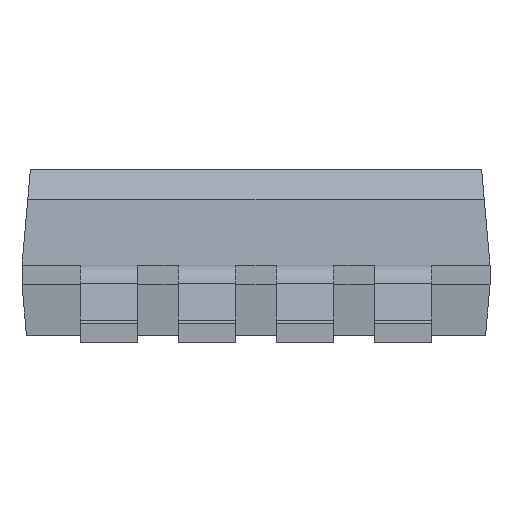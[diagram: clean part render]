
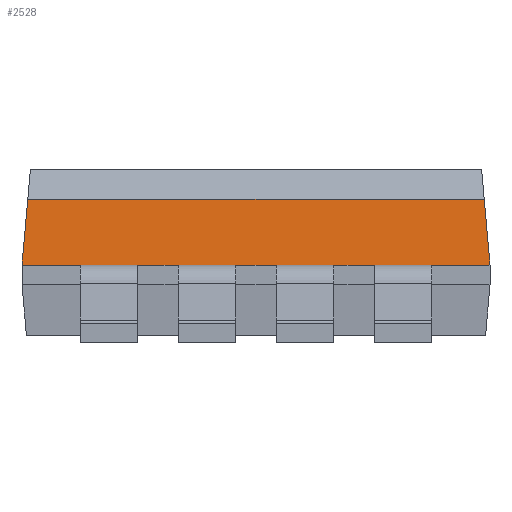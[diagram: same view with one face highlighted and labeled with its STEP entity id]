
A CAD part, left-side view. The second image highlights one B-rep face of the part: STEP entity #2528.
In plain terms, the highlighted planar face has unit normal (-0.996, 0, 0.087).
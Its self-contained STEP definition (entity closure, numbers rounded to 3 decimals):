
#2064 = VERTEX_POINT('',#2065);
#2065 = CARTESIAN_POINT('',(-1.55,-0.785,
    0.515));
#2071 = EDGE_CURVE('',#2072,#2064,#2074,.T.);
#2072 = VERTEX_POINT('',#2073);
#2073 = CARTESIAN_POINT('',(-1.55,-0.515,
    0.515));
#2074 = LINE('',#2075,#2076);
#2075 = CARTESIAN_POINT('',(-1.55,-1.55,
    0.515));
#2076 = VECTOR('',#2077,1.);
#2077 = DIRECTION('',(0.,-1.,0.));
#2144 = VERTEX_POINT('',#2145);
#2145 = CARTESIAN_POINT('',(-1.55,1.165,
    0.515));
#2151 = EDGE_CURVE('',#2152,#2144,#2154,.T.);
#2152 = VERTEX_POINT('',#2153);
#2153 = CARTESIAN_POINT('',(-1.55,1.55,
    0.515));
#2154 = LINE('',#2155,#2156);
#2155 = CARTESIAN_POINT('',(-1.55,-1.55,
    0.515));
#2156 = VECTOR('',#2157,1.);
#2157 = DIRECTION('',(0.,-1.,0.));
#2216 = VERTEX_POINT('',#2217);
#2217 = CARTESIAN_POINT('',(-1.55,0.785,
    0.515));
#2232 = VERTEX_POINT('',#2233);
#2233 = CARTESIAN_POINT('',(-1.55,0.515,
    0.515));
#2239 = EDGE_CURVE('',#2216,#2232,#2240,.T.);
#2240 = LINE('',#2241,#2242);
#2241 = CARTESIAN_POINT('',(-1.55,-1.55,
    0.515));
#2242 = VECTOR('',#2243,1.);
#2243 = DIRECTION('',(0.,-1.,0.));
#2296 = VERTEX_POINT('',#2297);
#2297 = CARTESIAN_POINT('',(-1.55,0.135,
    0.515));
#2312 = VERTEX_POINT('',#2313);
#2313 = CARTESIAN_POINT('',(-1.55,-0.135,
    0.515));
#2319 = EDGE_CURVE('',#2296,#2312,#2320,.T.);
#2320 = LINE('',#2321,#2322);
#2321 = CARTESIAN_POINT('',(-1.55,-1.55,
    0.515));
#2322 = VECTOR('',#2323,1.);
#2323 = DIRECTION('',(0.,-1.,0.));
#2397 = VERTEX_POINT('',#2398);
#2398 = CARTESIAN_POINT('',(-1.55,-1.55,
    0.515));
#2429 = VERTEX_POINT('',#2430);
#2430 = CARTESIAN_POINT('',(-1.55,-1.165,
    0.515));
#2443 = EDGE_CURVE('',#2429,#2397,#2444,.T.);
#2444 = LINE('',#2445,#2446);
#2445 = CARTESIAN_POINT('',(-1.55,-1.55,
    0.515));
#2446 = VECTOR('',#2447,1.);
#2447 = DIRECTION('',(0.,-1.,0.));
#2507 = EDGE_CURVE('',#2508,#2152,#2510,.T.);
#2508 = VERTEX_POINT('',#2509);
#2509 = CARTESIAN_POINT('',(-1.512,1.512,
    0.951));
#2510 = LINE('',#2511,#2512);
#2511 = CARTESIAN_POINT('',(-1.55,1.55,
    0.515));
#2512 = VECTOR('',#2513,1.);
#2513 = DIRECTION('',(-0.087,0.087,
    -0.992));
#2528 = ADVANCED_FACE('',(#2529),#2575,.T.);
#2529 = FACE_BOUND('',#2530,.T.);
#2530 = EDGE_LOOP('',(#2531,#2539,#2545,#2546,#2547,#2553,#2554,#2560,
    #2561,#2567,#2568,#2574));
#2531 = ORIENTED_EDGE('',*,*,#2532,.F.);
#2532 = EDGE_CURVE('',#2533,#2397,#2535,.T.);
#2533 = VERTEX_POINT('',#2534);
#2534 = CARTESIAN_POINT('',(-1.512,-1.512,
    0.951));
#2535 = LINE('',#2536,#2537);
#2536 = CARTESIAN_POINT('',(-1.55,-1.55,
    0.515));
#2537 = VECTOR('',#2538,1.);
#2538 = DIRECTION('',(-0.087,-0.087,
    -0.992));
#2539 = ORIENTED_EDGE('',*,*,#2540,.T.);
#2540 = EDGE_CURVE('',#2533,#2508,#2541,.T.);
#2541 = LINE('',#2542,#2543);
#2542 = CARTESIAN_POINT('',(-1.512,1.494,
    0.951));
#2543 = VECTOR('',#2544,1.);
#2544 = DIRECTION('',(0.,1.,0.));
#2545 = ORIENTED_EDGE('',*,*,#2507,.T.);
#2546 = ORIENTED_EDGE('',*,*,#2151,.T.);
#2547 = ORIENTED_EDGE('',*,*,#2548,.T.);
#2548 = EDGE_CURVE('',#2144,#2216,#2549,.T.);
#2549 = LINE('',#2550,#2551);
#2550 = CARTESIAN_POINT('',(-1.55,-1.55,
    0.515));
#2551 = VECTOR('',#2552,1.);
#2552 = DIRECTION('',(0.,-1.,0.));
#2553 = ORIENTED_EDGE('',*,*,#2239,.T.);
#2554 = ORIENTED_EDGE('',*,*,#2555,.T.);
#2555 = EDGE_CURVE('',#2232,#2296,#2556,.T.);
#2556 = LINE('',#2557,#2558);
#2557 = CARTESIAN_POINT('',(-1.55,-1.55,
    0.515));
#2558 = VECTOR('',#2559,1.);
#2559 = DIRECTION('',(0.,-1.,0.));
#2560 = ORIENTED_EDGE('',*,*,#2319,.T.);
#2561 = ORIENTED_EDGE('',*,*,#2562,.T.);
#2562 = EDGE_CURVE('',#2312,#2072,#2563,.T.);
#2563 = LINE('',#2564,#2565);
#2564 = CARTESIAN_POINT('',(-1.55,-1.55,
    0.515));
#2565 = VECTOR('',#2566,1.);
#2566 = DIRECTION('',(0.,-1.,0.));
#2567 = ORIENTED_EDGE('',*,*,#2071,.T.);
#2568 = ORIENTED_EDGE('',*,*,#2569,.T.);
#2569 = EDGE_CURVE('',#2064,#2429,#2570,.T.);
#2570 = LINE('',#2571,#2572);
#2571 = CARTESIAN_POINT('',(-1.55,-1.55,
    0.515));
#2572 = VECTOR('',#2573,1.);
#2573 = DIRECTION('',(0.,-1.,0.));
#2574 = ORIENTED_EDGE('',*,*,#2443,.T.);
#2575 = PLANE('',#2576);
#2576 = AXIS2_PLACEMENT_3D('',#2577,#2578,#2579);
#2577 = CARTESIAN_POINT('',(-1.55,1.55,
    0.515));
#2578 = DIRECTION('',(-0.996,0.,
    0.087));
#2579 = DIRECTION('',(-0.087,0.,
    -0.996));
